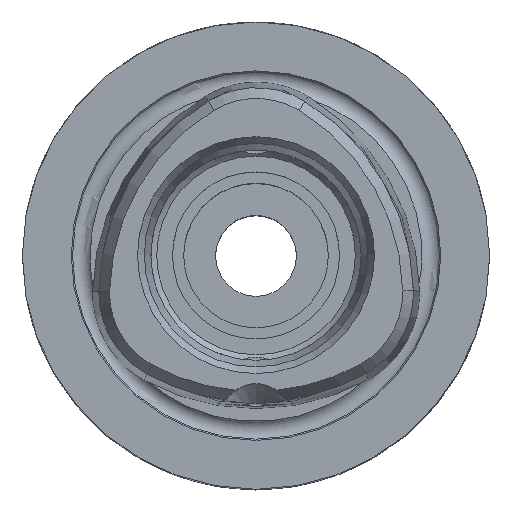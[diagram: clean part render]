
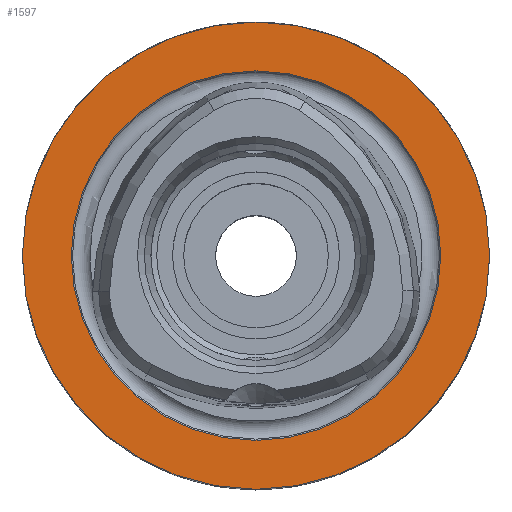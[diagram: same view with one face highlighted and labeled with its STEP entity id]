
A CAD part, top view. The second image highlights one B-rep face of the part: STEP entity #1597.
In plain terms, the highlighted planar face has unit normal (0, 0, 1).
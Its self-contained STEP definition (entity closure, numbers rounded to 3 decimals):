
#118=FACE_BOUND('',#341,.T.);
#145=PLANE('',#1832);
#235=FACE_OUTER_BOUND('',#340,.T.);
#340=EDGE_LOOP('',(#1476));
#341=EDGE_LOOP('',(#1477));
#557=CIRCLE('',#1742,20.);
#593=CIRCLE('',#1828,15.814);
#697=VERTEX_POINT('',#2961);
#757=VERTEX_POINT('',#3312);
#902=EDGE_CURVE('',#697,#697,#557,.T.);
#997=EDGE_CURVE('',#757,#757,#593,.T.);
#1476=ORIENTED_EDGE('',*,*,#902,.T.);
#1477=ORIENTED_EDGE('',*,*,#997,.T.);
#1597=ADVANCED_FACE('',(#235,#118),#145,.T.);
#1742=AXIS2_PLACEMENT_3D('',#2963,#2113,#2114);
#1828=AXIS2_PLACEMENT_3D('',#3314,#2322,#2323);
#1832=AXIS2_PLACEMENT_3D('',#3318,#2330,#2331);
#2113=DIRECTION('center_axis',(0.,0.,1.));
#2114=DIRECTION('ref_axis',(1.,0.,0.));
#2322=DIRECTION('center_axis',(0.,0.,-1.));
#2323=DIRECTION('ref_axis',(0.,1.,0.));
#2330=DIRECTION('center_axis',(0.,0.,1.));
#2331=DIRECTION('ref_axis',(1.,0.,0.));
#2961=CARTESIAN_POINT('',(-20.,0.,-2.5));
#2963=CARTESIAN_POINT('Origin',(0.,0.,-2.5));
#3312=CARTESIAN_POINT('',(0.,-15.814,-2.5));
#3314=CARTESIAN_POINT('Origin',(0.,0.,-2.5));
#3318=CARTESIAN_POINT('Origin',(0.,0.,-2.5));
